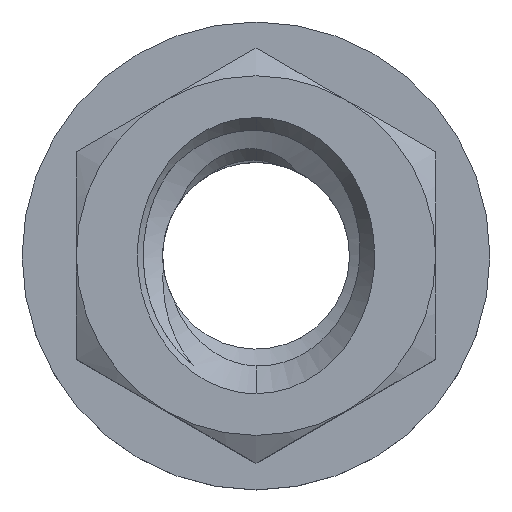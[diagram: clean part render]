
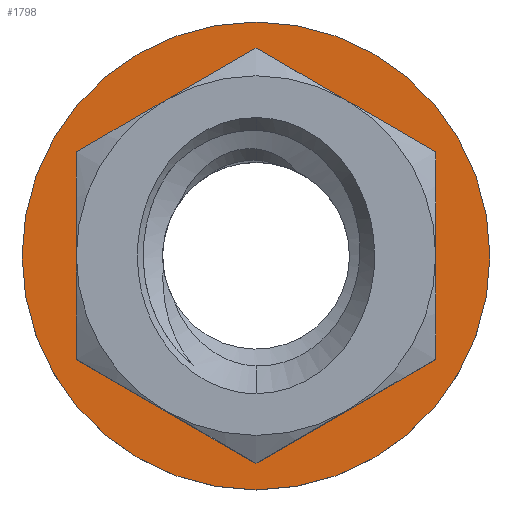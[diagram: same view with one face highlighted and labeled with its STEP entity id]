
A CAD part, top view. The second image highlights one B-rep face of the part: STEP entity #1798.
In plain terms, the highlighted planar face has unit normal (0, 0, 1).
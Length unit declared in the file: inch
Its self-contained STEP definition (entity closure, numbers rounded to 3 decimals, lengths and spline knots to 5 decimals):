
#10 = ORIENTED_EDGE ( 'NONE', *, *, #1287, .F. ) ;
#132 = FACE_OUTER_BOUND ( 'NONE', #1243, .T. ) ;
#175 = CARTESIAN_POINT ( 'NONE',  ( -0.09375, -0.05413, -0.04031 ) ) ;
#214 = DIRECTION ( 'NONE',  ( 0., 0., -1. ) ) ;
#235 = ORIENTED_EDGE ( 'NONE', *, *, #2083, .T. ) ;
#285 = VECTOR ( 'NONE', #1895, 39.37008 ) ;
#290 = DIRECTION ( 'NONE',  ( -1., 0., 0. ) ) ;
#489 = AXIS2_PLACEMENT_3D ( 'NONE', #3312, #3061, #520 ) ;
#520 = DIRECTION ( 'NONE',  ( -1., 0., 0. ) ) ;
#528 = LINE ( 'NONE', #3684, #1893 ) ;
#667 = EDGE_CURVE ( 'NONE', #1831, #2007, #1446, .T. ) ;
#804 = EDGE_CURVE ( 'NONE', #2136, #822, #1273, .T. ) ;
#807 = FACE_BOUND ( 'NONE', #1826, .T. ) ;
#822 = VERTEX_POINT ( 'NONE', #2558 ) ;
#947 = ORIENTED_EDGE ( 'NONE', *, *, #1865, .T. ) ;
#971 = CARTESIAN_POINT ( 'NONE',  ( -0.09375, 0.05413, -0.04031 ) ) ;
#1011 = DIRECTION ( 'NONE',  ( 0., 0., -1. ) ) ;
#1027 = CARTESIAN_POINT ( 'NONE',  ( 0.09375, 0.05413, -0.04031 ) ) ;
#1063 = CARTESIAN_POINT ( 'NONE',  ( -0.09375, 0.05413, -0.04031 ) ) ;
#1079 = VECTOR ( 'NONE', #1787, 39.37008 ) ;
#1177 = LINE ( 'NONE', #2159, #2239 ) ;
#1243 = EDGE_LOOP ( 'NONE', ( #3666, #10 ) ) ;
#1273 = CIRCLE ( 'NONE', #2532, 0.122 ) ;
#1287 = EDGE_CURVE ( 'NONE', #822, #2136, #1690, .T. ) ;
#1323 = VERTEX_POINT ( 'NONE', #175 ) ;
#1326 = EDGE_CURVE ( 'NONE', #2007, #1323, #1926, .T. ) ;
#1398 = VECTOR ( 'NONE', #3262, 39.37008 ) ;
#1446 = LINE ( 'NONE', #3273, #1398 ) ;
#1456 = EDGE_CURVE ( 'NONE', #3074, #1879, #2362, .T. ) ;
#1500 = ORIENTED_EDGE ( 'NONE', *, *, #667, .T. ) ;
#1595 = VERTEX_POINT ( 'NONE', #971 ) ;
#1690 = CIRCLE ( 'NONE', #2998, 0.122 ) ;
#1743 = EDGE_CURVE ( 'NONE', #1323, #1595, #2706, .T. ) ;
#1787 = DIRECTION ( 'NONE',  ( 0.866, -0.5, 0. ) ) ;
#1798 = ADVANCED_FACE ( 'NONE', ( #132, #807 ), #2762, .F. ) ;
#1826 = EDGE_LOOP ( 'NONE', ( #947, #1500, #2572, #2270, #235, #2539 ) ) ;
#1831 = VERTEX_POINT ( 'NONE', #3327 ) ;
#1865 = EDGE_CURVE ( 'NONE', #1879, #1831, #1177, .T. ) ;
#1879 = VERTEX_POINT ( 'NONE', #1027 ) ;
#1887 = DIRECTION ( 'NONE',  ( 0., -1., 0. ) ) ;
#1893 = VECTOR ( 'NONE', #1966, 39.37008 ) ;
#1895 = DIRECTION ( 'NONE',  ( -0.866, 0.5, 0. ) ) ;
#1897 = CARTESIAN_POINT ( 'NONE',  ( 0., 0., -0.04031 ) ) ;
#1926 = LINE ( 'NONE', #2153, #285 ) ;
#1966 = DIRECTION ( 'NONE',  ( 0.866, 0.5, 0. ) ) ;
#2007 = VERTEX_POINT ( 'NONE', #3697 ) ;
#2083 = EDGE_CURVE ( 'NONE', #1595, #3074, #528, .T. ) ;
#2136 = VERTEX_POINT ( 'NONE', #3129 ) ;
#2153 = CARTESIAN_POINT ( 'NONE',  ( -0.09375, -0.05413, -0.04031 ) ) ;
#2159 = CARTESIAN_POINT ( 'NONE',  ( 0.09375, -0.05413, -0.04031 ) ) ;
#2239 = VECTOR ( 'NONE', #1887, 39.37008 ) ;
#2243 = CARTESIAN_POINT ( 'NONE',  ( 0., 0.10825, -0.04031 ) ) ;
#2270 = ORIENTED_EDGE ( 'NONE', *, *, #1743, .T. ) ;
#2362 = LINE ( 'NONE', #3645, #1079 ) ;
#2532 = AXIS2_PLACEMENT_3D ( 'NONE', #1897, #214, #290 ) ;
#2539 = ORIENTED_EDGE ( 'NONE', *, *, #1456, .T. ) ;
#2558 = CARTESIAN_POINT ( 'NONE',  ( 0.122, 0., -0.04031 ) ) ;
#2572 = ORIENTED_EDGE ( 'NONE', *, *, #1326, .T. ) ;
#2706 = LINE ( 'NONE', #1063, #2784 ) ;
#2762 = PLANE ( 'NONE',  #489 ) ;
#2784 = VECTOR ( 'NONE', #3037, 39.37008 ) ;
#2998 = AXIS2_PLACEMENT_3D ( 'NONE', #3615, #1011, #3307 ) ;
#3037 = DIRECTION ( 'NONE',  ( 0., 1., 0. ) ) ;
#3061 = DIRECTION ( 'NONE',  ( 0., 0., -1. ) ) ;
#3074 = VERTEX_POINT ( 'NONE', #2243 ) ;
#3129 = CARTESIAN_POINT ( 'NONE',  ( -0.122, 0., -0.04031 ) ) ;
#3262 = DIRECTION ( 'NONE',  ( -0.866, -0.5, 0. ) ) ;
#3273 = CARTESIAN_POINT ( 'NONE',  ( 0., -0.10825, -0.04031 ) ) ;
#3307 = DIRECTION ( 'NONE',  ( -1., 0., 0. ) ) ;
#3312 = CARTESIAN_POINT ( 'NONE',  ( 0., 0., -0.04031 ) ) ;
#3327 = CARTESIAN_POINT ( 'NONE',  ( 0.09375, -0.05413, -0.04031 ) ) ;
#3615 = CARTESIAN_POINT ( 'NONE',  ( 0., 0., -0.04031 ) ) ;
#3645 = CARTESIAN_POINT ( 'NONE',  ( 0.09375, 0.05413, -0.04031 ) ) ;
#3666 = ORIENTED_EDGE ( 'NONE', *, *, #804, .F. ) ;
#3684 = CARTESIAN_POINT ( 'NONE',  ( 0., 0.10825, -0.04031 ) ) ;
#3697 = CARTESIAN_POINT ( 'NONE',  ( 0., -0.10825, -0.04031 ) ) ;
